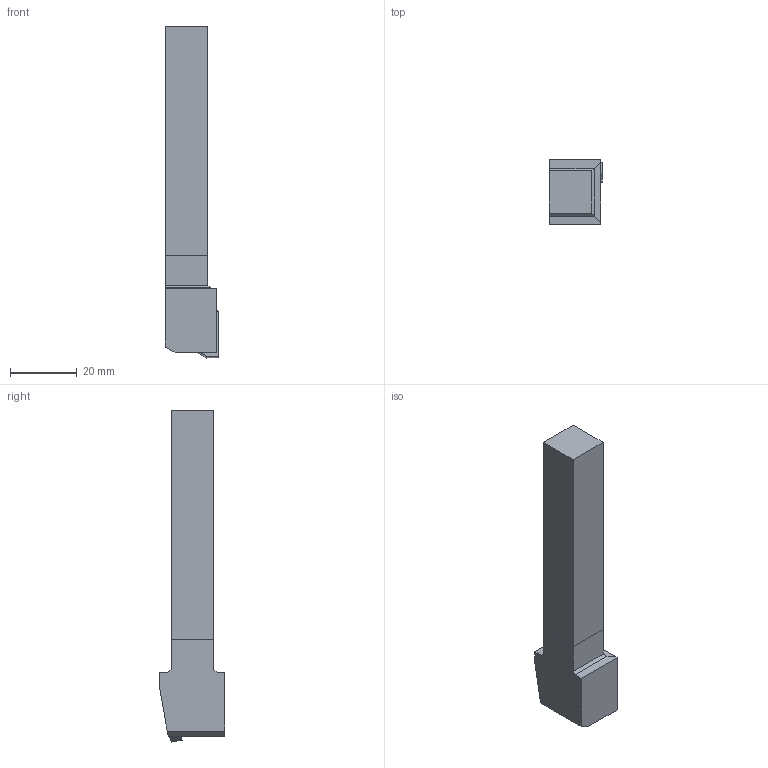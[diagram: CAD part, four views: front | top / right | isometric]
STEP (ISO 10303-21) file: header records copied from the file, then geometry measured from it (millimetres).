
FILE_DESCRIPTION(/* description */ (''),/* implementation_level */ '2;1');
FILE_NAME(/* name */ 'CEL0504-16Q.stp',/* time_stamp */ '2018-04-11T16:01:59+06:00',/* author */ (''),/* organization */ (''),/* preprocessor_version */ 'ST-DEVELOPER v16',/* originating_system */ 'SIEMENS PLM Software NX 11.0',/* authorisation */ '');
FILE_SCHEMA (('AUTOMOTIVE_DESIGN { 1 0 10303 214 3 1 1 1 }'));
Length unit declared in the file: millimetre
Products named in the file (1): inpuB69E9m6y
Bounding box: 15.9 x 19.56 x 99.55 mm (x, y, z)
Volume: 18147.6 mm3; surface area: 6552.6 mm2
Topology: 3 solids, 3 shells, 35 faces, 84 edges, 55 vertices
Faces by surface type: plane 33, cylinder 2
Entity records: 1070 total; most frequent: CARTESIAN_POINT 178, ORIENTED_EDGE 168, DIRECTION 166, EDGE_CURVE 84, LINE 80, VECTOR 80, VERTEX_POINT 55, AXIS2_PLACEMENT_3D 43
